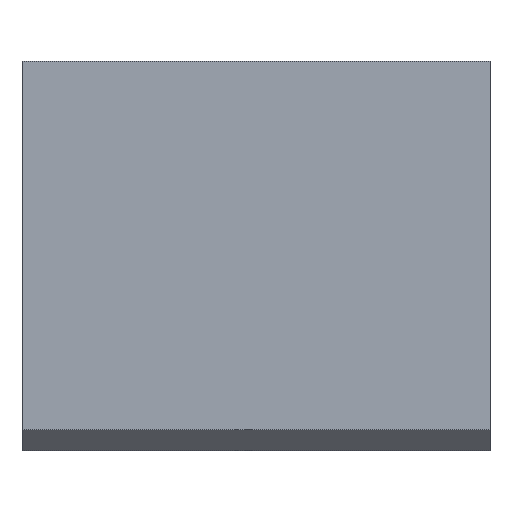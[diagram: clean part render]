
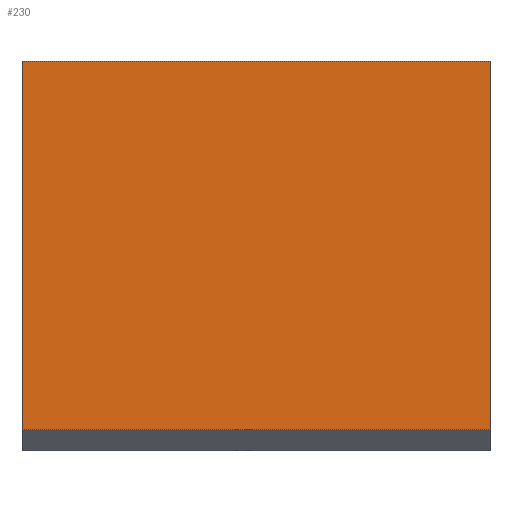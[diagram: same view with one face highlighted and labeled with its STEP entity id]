
A CAD part, front view. The second image highlights one B-rep face of the part: STEP entity #230.
In plain terms, the highlighted planar face has unit normal (0, -1, 0).
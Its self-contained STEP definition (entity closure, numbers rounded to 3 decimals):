
#11 = CARTESIAN_POINT ( 'NONE',  ( -6.6, 0., -2.2 ) ) ;
#12 = CARTESIAN_POINT ( 'NONE',  ( 0., 0., 3. ) ) ;
#15 = DIRECTION ( 'NONE',  ( 0., 0., -1. ) ) ;
#22 = ORIENTED_EDGE ( 'NONE', *, *, #119, .T. ) ;
#30 = DIRECTION ( 'NONE',  ( -1., 0., 0. ) ) ;
#39 = CARTESIAN_POINT ( 'NONE',  ( 0., 0., -2.2 ) ) ;
#45 = ORIENTED_EDGE ( 'NONE', *, *, #278, .F. ) ;
#54 = EDGE_LOOP ( 'NONE', ( #255, #22, #45, #178 ) ) ;
#63 = FACE_OUTER_BOUND ( 'NONE', #54, .T. ) ;
#89 = AXIS2_PLACEMENT_3D ( 'NONE', #297, #173, #30 ) ;
#92 = CARTESIAN_POINT ( 'NONE',  ( -6.6, 0., 3. ) ) ;
#97 = LINE ( 'NONE', #301, #276 ) ;
#98 = EDGE_CURVE ( 'NONE', #205, #207, #264, .T. ) ;
#112 = CARTESIAN_POINT ( 'NONE',  ( 0., 0., -2.2 ) ) ;
#119 = EDGE_CURVE ( 'NONE', #207, #209, #219, .T. ) ;
#121 = CARTESIAN_POINT ( 'NONE',  ( 0., 0., 3. ) ) ;
#145 = VECTOR ( 'NONE', #254, 1000. ) ;
#166 = DIRECTION ( 'NONE',  ( 0., 0., -1. ) ) ;
#173 = DIRECTION ( 'NONE',  ( 0., 1., 0. ) ) ;
#178 = ORIENTED_EDGE ( 'NONE', *, *, #274, .F. ) ;
#205 = VERTEX_POINT ( 'NONE', #246 ) ;
#206 = VECTOR ( 'NONE', #166, 1000. ) ;
#207 = VERTEX_POINT ( 'NONE', #11 ) ;
#209 = VERTEX_POINT ( 'NONE', #112 ) ;
#215 = PLANE ( 'NONE',  #89 ) ;
#219 = LINE ( 'NONE', #39, #271 ) ;
#230 = ADVANCED_FACE ( 'NONE', ( #63 ), #215, .F. ) ;
#243 = DIRECTION ( 'NONE',  ( 1., 0., 0. ) ) ;
#246 = CARTESIAN_POINT ( 'NONE',  ( -6.6, 0., 3. ) ) ;
#251 = LINE ( 'NONE', #121, #145 ) ;
#254 = DIRECTION ( 'NONE',  ( 1., 0., 0. ) ) ;
#255 = ORIENTED_EDGE ( 'NONE', *, *, #98, .T. ) ;
#264 = LINE ( 'NONE', #92, #206 ) ;
#271 = VECTOR ( 'NONE', #243, 1000. ) ;
#274 = EDGE_CURVE ( 'NONE', #205, #330, #251, .T. ) ;
#276 = VECTOR ( 'NONE', #15, 1000. ) ;
#278 = EDGE_CURVE ( 'NONE', #330, #209, #97, .T. ) ;
#297 = CARTESIAN_POINT ( 'NONE',  ( 0., 0., 3. ) ) ;
#301 = CARTESIAN_POINT ( 'NONE',  ( 0., 0., 3. ) ) ;
#330 = VERTEX_POINT ( 'NONE', #12 ) ;
